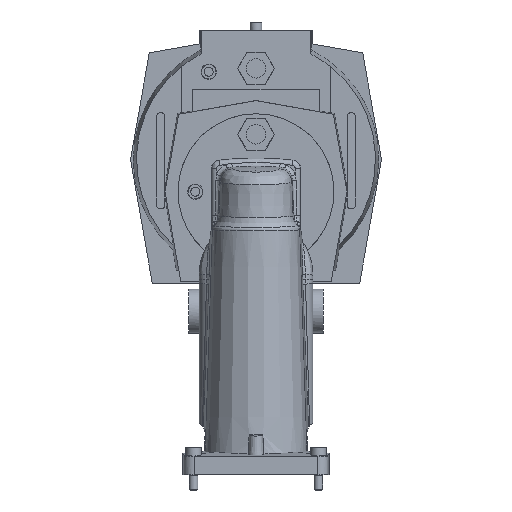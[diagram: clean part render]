
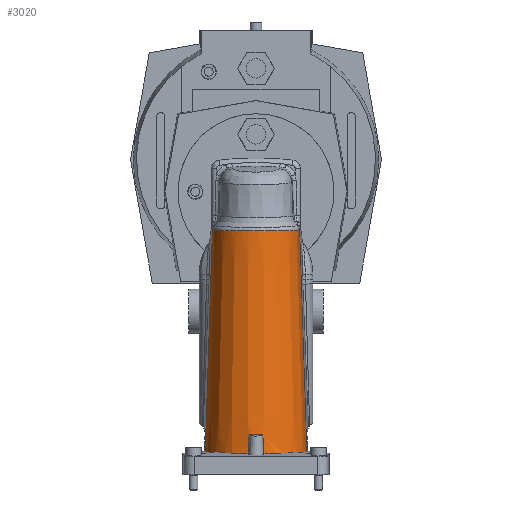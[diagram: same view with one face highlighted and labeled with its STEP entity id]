
A CAD part, front view. The second image highlights one B-rep face of the part: STEP entity #3020.
In plain terms, the highlighted conical face has half-angle 1.86 degrees and reference radius 30.25 mm.
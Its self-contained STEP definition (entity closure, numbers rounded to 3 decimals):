
#2511=(
BOUNDED_CURVE()
B_SPLINE_CURVE(1,(#11337,#11338,#11339),.UNSPECIFIED.,.F.,.F.)
B_SPLINE_CURVE_WITH_KNOTS((2,1,2),(0.,0.568,1.),
 .UNSPECIFIED.)
CURVE()
GEOMETRIC_REPRESENTATION_ITEM()
RATIONAL_B_SPLINE_CURVE((1.045,1.045,1.045))
REPRESENTATION_ITEM('')
);
#2521=CONICAL_SURFACE('',#8658,30.25,1.86);
#2581=ELLIPSE('',#8584,5281.652,67.868);
#2582=ELLIPSE('',#8586,5281.652,67.868);
#2600=ELLIPSE('',#8625,30.178,30.03);
#2602=ELLIPSE('',#8627,30.178,30.03);
#2607=ELLIPSE('',#8639,30.134,30.001);
#2609=ELLIPSE('',#8642,30.134,30.001);
#2615=ELLIPSE('',#8657,29.788,29.674);
#3020=ADVANCED_FACE('',(#3596),#2521,.T.);
#3596=FACE_OUTER_BOUND('',#3904,.T.);
#3904=EDGE_LOOP('',(#5534,#5535,#5536,#5537,#5538,#5539,#5540,#5541,#5542,
#5543));
#4308=LINE('',#10978,#4802);
#4802=VECTOR('',#9183,1.);
#5534=ORIENTED_EDGE('',*,*,#7711,.F.);
#5535=ORIENTED_EDGE('',*,*,#7690,.F.);
#5536=ORIENTED_EDGE('',*,*,#7619,.F.);
#5537=ORIENTED_EDGE('',*,*,#7743,.F.);
#5538=ORIENTED_EDGE('',*,*,#7617,.F.);
#5539=ORIENTED_EDGE('',*,*,#7688,.F.);
#5540=ORIENTED_EDGE('',*,*,#7709,.F.);
#5541=ORIENTED_EDGE('',*,*,#7639,.T.);
#5542=ORIENTED_EDGE('',*,*,#7744,.T.);
#5543=ORIENTED_EDGE('',*,*,#7738,.F.);
#7031=VERTEX_POINT('',#10919);
#7032=VERTEX_POINT('',#10921);
#7033=VERTEX_POINT('',#10925);
#7034=VERTEX_POINT('',#10926);
#7052=VERTEX_POINT('',#10977);
#7053=VERTEX_POINT('',#10979);
#7083=VERTEX_POINT('',#11081);
#7084=VERTEX_POINT('',#11085);
#7095=VERTEX_POINT('',#11183);
#7112=VERTEX_POINT('',#11340);
#7617=EDGE_CURVE('',#7031,#7032,#2581,.T.);
#7619=EDGE_CURVE('',#7033,#7034,#2582,.T.);
#7639=EDGE_CURVE('',#7053,#7052,#4308,.T.);
#7688=EDGE_CURVE('',#7083,#7031,#2600,.T.);
#7690=EDGE_CURVE('',#7034,#7084,#2602,.T.);
#7709=EDGE_CURVE('',#7053,#7083,#2607,.T.);
#7711=EDGE_CURVE('',#7084,#7095,#2609,.T.);
#7738=EDGE_CURVE('',#7095,#7112,#2511,.T.);
#7743=EDGE_CURVE('',#7032,#7033,#2615,.T.);
#7744=EDGE_CURVE('',#7052,#7112,#8468,.T.);
#8468=B_SPLINE_CURVE_WITH_KNOTS('',3,(#11353,#11354,#11355,#11356,#11357,
#11358,#11359,#11360,#11361,#11362,#11363,#11364,#11365,#11366),
 .UNSPECIFIED.,.F.,.F.,(4,2,2,2,2,2,4),(0.,0.125,0.25,0.375,0.5,0.75,1.),
 .UNSPECIFIED.);
#8584=AXIS2_PLACEMENT_3D('',#10920,#9153,#9154);
#8586=AXIS2_PLACEMENT_3D('',#10924,#9158,#9159);
#8625=AXIS2_PLACEMENT_3D('',#11082,#9282,#9283);
#8627=AXIS2_PLACEMENT_3D('',#11084,#9286,#9287);
#8639=AXIS2_PLACEMENT_3D('',#11179,#9314,#9315);
#8642=AXIS2_PLACEMENT_3D('',#11182,#9320,#9321);
#8657=AXIS2_PLACEMENT_3D('',#11352,#9357,#9358);
#8658=AXIS2_PLACEMENT_3D('',#11367,#9359,#9360);
#9153=DIRECTION('',(-0.999,0.035,-0.035));
#9154=DIRECTION('',(0.035,-0.001,-0.999));
#9158=DIRECTION('',(0.999,0.035,-0.035));
#9159=DIRECTION('',(-0.035,-0.001,-0.999));
#9183=DIRECTION('',(-0.032,0.001,0.999));
#9282=DIRECTION('',(0.,0.099,-0.995));
#9283=DIRECTION('',(0.,-0.995,-0.099));
#9286=DIRECTION('',(0.,0.099,-0.995));
#9287=DIRECTION('',(0.,-0.995,-0.099));
#9314=DIRECTION('',(-0.087,0.035,-0.996));
#9315=DIRECTION('',(0.924,-0.37,-0.094));
#9320=DIRECTION('',(0.087,0.035,-0.996));
#9321=DIRECTION('',(-0.924,-0.37,-0.094));
#9357=DIRECTION('',(0.,0.087,-0.996));
#9358=DIRECTION('',(0.,-0.996,-0.087));
#9359=DIRECTION('',(0.,0.,-1.));
#9360=DIRECTION('',(-1.,0.,0.));
#10919=CARTESIAN_POINT('',(4.488,-29.79,12.313));
#10920=CARTESIAN_POINT('',(171.273,-5.985,-4737.072));
#10921=CARTESIAN_POINT('',(4.103,-29.474,23.658));
#10924=CARTESIAN_POINT('',(-171.273,-5.985,-4737.072));
#10925=CARTESIAN_POINT('',(-4.103,-29.474,23.658));
#10926=CARTESIAN_POINT('',(-4.488,-29.79,12.313));
#10977=CARTESIAN_POINT('',(25.793,-0.901,145.294));
#10978=CARTESIAN_POINT('',(28.536,-0.997,60.75));
#10979=CARTESIAN_POINT('',(30.069,-1.05,13.518));
#11081=CARTESIAN_POINT('',(23.88,-18.306,13.454));
#11082=CARTESIAN_POINT('',(0.,-0.097,15.264));
#11084=CARTESIAN_POINT('',(0.,-0.097,15.264));
#11085=CARTESIAN_POINT('',(-23.88,-18.306,13.454));
#11179=CARTESIAN_POINT('',(0.085,-0.034,16.176));
#11182=CARTESIAN_POINT('',(-0.085,-0.034,16.176));
#11183=CARTESIAN_POINT('',(-30.069,-1.05,13.518));
#11337=CARTESIAN_POINT('',(-30.232,-1.056,8.5));
#11338=CARTESIAN_POINT('',(-26.841,-0.937,113.));
#11339=CARTESIAN_POINT('',(-24.259,-0.847,192.556));
#11340=CARTESIAN_POINT('',(-25.793,-0.901,145.294));
#11352=CARTESIAN_POINT('',(0.,-0.084,26.23));
#11353=CARTESIAN_POINT('',(25.793,-0.901,145.294));
#11354=CARTESIAN_POINT('',(25.68,-4.233,145.191));
#11355=CARTESIAN_POINT('',(24.913,-7.523,145.089));
#11356=CARTESIAN_POINT('',(22.238,-13.529,144.904));
#11357=CARTESIAN_POINT('',(20.296,-16.303,144.818));
#11358=CARTESIAN_POINT('',(15.565,-20.872,144.677));
#11359=CARTESIAN_POINT('',(12.732,-22.715,144.62));
#11360=CARTESIAN_POINT('',(6.619,-25.187,144.544));
#11361=CARTESIAN_POINT('',(3.319,-25.833,144.524));
#11362=CARTESIAN_POINT('',(-6.618,-25.835,144.524));
#11363=CARTESIAN_POINT('',(-13.171,-23.187,144.606));
#11364=CARTESIAN_POINT('',(-22.697,-13.981,144.89));
#11365=CARTESIAN_POINT('',(-25.567,-7.564,145.088));
#11366=CARTESIAN_POINT('',(-25.793,-0.901,145.294));
#11367=CARTESIAN_POINT('',(0.,0.,8.5));
